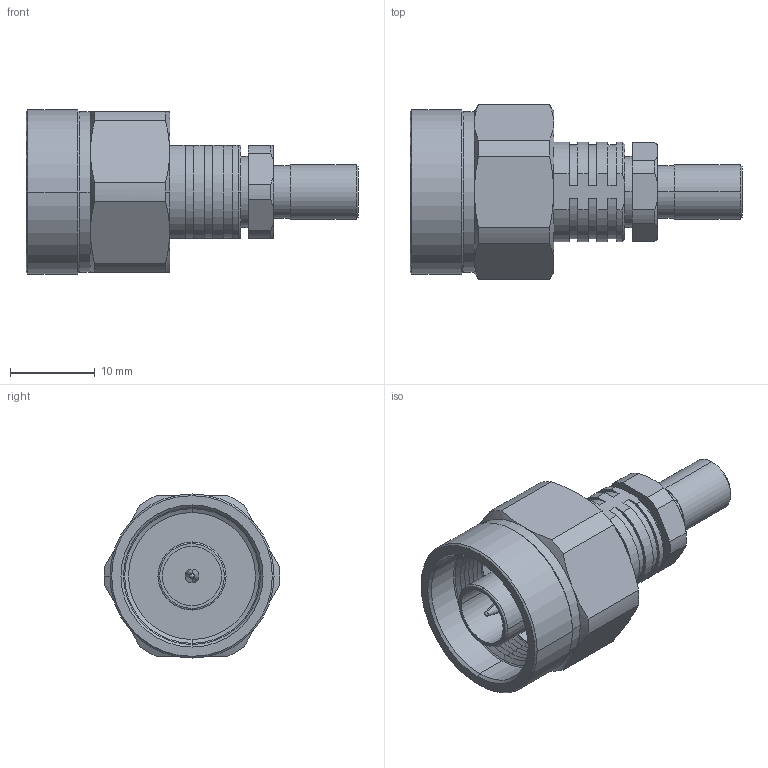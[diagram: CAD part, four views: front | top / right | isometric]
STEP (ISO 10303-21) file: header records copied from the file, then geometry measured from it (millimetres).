
FILE_DESCRIPTION (( 'STEP AP214' ), '1' );
FILE_NAME ('3190-2794(TC-142T-NM-SS)_SD.STEP', '2021-10-13T03:09:12', ( '' ), ( '' ), 'SwSTEP 2.0', 'SolidWorks 2018', '' );
FILE_SCHEMA (( 'AUTOMOTIVE_DESIGN' ));
Length unit declared in the file: millimetre
Products named in the file (2): SD^3190-2794; 3190-2794(TC-142T-NM-SS)_SD
Assembly tree (1 placements, depth 2):
  3190-2794(TC-142T-NM-SS)_SD
    SD^3190-2794
Bounding box: 39.25 x 20.8 x 19.4 mm (x, y, z)
Volume: 4572.7 mm3; surface area: 4527.3 mm2
Topology: 2 solids, 2 shells, 184 faces, 443 edges, 274 vertices
Faces by surface type: cone 69, cylinder 65, plane 46, bspline 4
Entity records: 5519 total; most frequent: CARTESIAN_POINT 1089, DIRECTION 978, ORIENTED_EDGE 882, EDGE_CURVE 441, AXIS2_PLACEMENT_3D 395, VERTEX_POINT 274, CIRCLE 211, EDGE_LOOP 199
